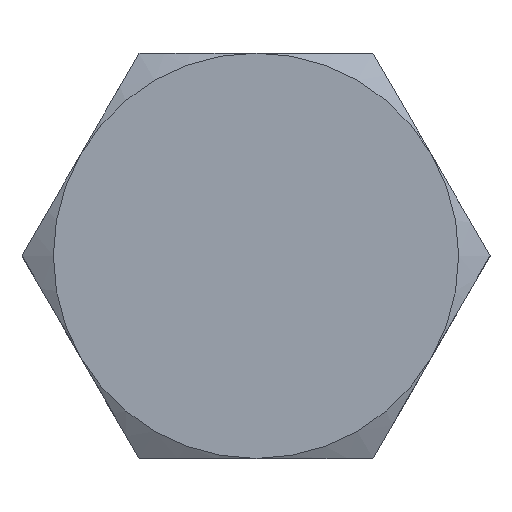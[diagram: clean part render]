
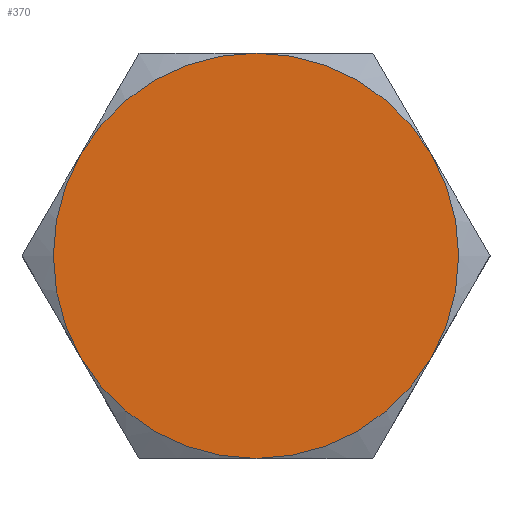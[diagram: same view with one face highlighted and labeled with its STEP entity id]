
A CAD part, top view. The second image highlights one B-rep face of the part: STEP entity #370.
In plain terms, the highlighted planar face has unit normal (0, 0, 1).
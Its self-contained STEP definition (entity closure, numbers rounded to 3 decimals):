
#3 = VERTEX_POINT ( 'NONE', #185 ) ;
#17 = VERTEX_POINT ( 'NONE', #288 ) ;
#28 = VERTEX_POINT ( 'NONE', #355 ) ;
#112 = VERTEX_POINT ( 'NONE', #390 ) ;
#150 = EDGE_CURVE ( 'NONE', #3, #17, #615, .T. ) ;
#155 = VERTEX_POINT ( 'NONE', #606 ) ;
#173 = VERTEX_POINT ( 'NONE', #580 ) ;
#182 = EDGE_CURVE ( 'NONE', #17, #28, #587, .T. ) ;
#184 = EDGE_CURVE ( 'NONE', #28, #155, #528, .T. ) ;
#185 = CARTESIAN_POINT ( 'NONE',  ( 0., 27.5, 15.5 ) ) ;
#187 = ORIENTED_EDGE ( 'NONE', *, *, #184, .T. ) ;
#288 = CARTESIAN_POINT ( 'NONE',  ( -23.816, 13.75, 15.5 ) ) ;
#336 = EDGE_LOOP ( 'NONE', ( #377, #362, #363, #337, #338, #187 ) ) ;
#337 = ORIENTED_EDGE ( 'NONE', *, *, #150, .T. ) ;
#338 = ORIENTED_EDGE ( 'NONE', *, *, #182, .T. ) ;
#355 = CARTESIAN_POINT ( 'NONE',  ( -23.816, -13.75, 15.5 ) ) ;
#362 = ORIENTED_EDGE ( 'NONE', *, *, #374, .T. ) ;
#363 = ORIENTED_EDGE ( 'NONE', *, *, #364, .T. ) ;
#364 = EDGE_CURVE ( 'NONE', #112, #3, #716, .T. ) ;
#370 = ADVANCED_FACE ( 'NONE', ( #694 ), #687, .F. ) ;
#374 = EDGE_CURVE ( 'NONE', #173, #112, #688, .T. ) ;
#376 = EDGE_CURVE ( 'NONE', #155, #173, #766, .T. ) ;
#377 = ORIENTED_EDGE ( 'NONE', *, *, #376, .T. ) ;
#390 = CARTESIAN_POINT ( 'NONE',  ( 23.816, 13.75, 15.5 ) ) ;
#524 = DIRECTION ( 'NONE',  ( 0., -1., 0. ) ) ;
#525 = DIRECTION ( 'NONE',  ( 0., 0., 1. ) ) ;
#526 = CARTESIAN_POINT ( 'NONE',  ( 0., 0., 15.5 ) ) ;
#527 = AXIS2_PLACEMENT_3D ( 'NONE', #526, #525, #524 ) ;
#528 = CIRCLE ( 'NONE', #527, 27.5 ) ;
#529 = DIRECTION ( 'NONE',  ( 0., -1., 0. ) ) ;
#580 = CARTESIAN_POINT ( 'NONE',  ( 23.816, -13.75, 15.5 ) ) ;
#584 = DIRECTION ( 'NONE',  ( 0., 0., 1. ) ) ;
#585 = CARTESIAN_POINT ( 'NONE',  ( 0., 0., 15.5 ) ) ;
#586 = AXIS2_PLACEMENT_3D ( 'NONE', #585, #584, #529 ) ;
#587 = CIRCLE ( 'NONE', #586, 27.5 ) ;
#606 = CARTESIAN_POINT ( 'NONE',  ( 0., -27.5, 15.5 ) ) ;
#611 = DIRECTION ( 'NONE',  ( 0., -1., 0. ) ) ;
#612 = DIRECTION ( 'NONE',  ( 0., 0., 1. ) ) ;
#613 = CARTESIAN_POINT ( 'NONE',  ( 0., 0., 15.5 ) ) ;
#614 = AXIS2_PLACEMENT_3D ( 'NONE', #613, #612, #611 ) ;
#615 = CIRCLE ( 'NONE', #614, 27.5 ) ;
#686 = CARTESIAN_POINT ( 'NONE',  ( 0., 27.5, 15.5 ) ) ;
#687 = PLANE ( 'NONE',  #689 ) ;
#688 = CIRCLE ( 'NONE', #770, 27.5 ) ;
#689 = AXIS2_PLACEMENT_3D ( 'NONE', #686, #772, #771 ) ;
#694 = FACE_OUTER_BOUND ( 'NONE', #336, .T. ) ;
#709 = DIRECTION ( 'NONE',  ( 0., -1., 0. ) ) ;
#710 = DIRECTION ( 'NONE',  ( 0., 0., 1. ) ) ;
#711 = CARTESIAN_POINT ( 'NONE',  ( 0., 0., 15.5 ) ) ;
#712 = AXIS2_PLACEMENT_3D ( 'NONE', #711, #710, #709 ) ;
#716 = CIRCLE ( 'NONE', #712, 27.5 ) ;
#762 = DIRECTION ( 'NONE',  ( 0., -1., 0. ) ) ;
#763 = DIRECTION ( 'NONE',  ( 0., 0., 1. ) ) ;
#764 = CARTESIAN_POINT ( 'NONE',  ( 0., 0., 15.5 ) ) ;
#765 = AXIS2_PLACEMENT_3D ( 'NONE', #764, #763, #762 ) ;
#766 = CIRCLE ( 'NONE', #765, 27.5 ) ;
#767 = DIRECTION ( 'NONE',  ( 0., -1., 0. ) ) ;
#768 = DIRECTION ( 'NONE',  ( 0., 0., 1. ) ) ;
#769 = CARTESIAN_POINT ( 'NONE',  ( 0., 0., 15.5 ) ) ;
#770 = AXIS2_PLACEMENT_3D ( 'NONE', #769, #768, #767 ) ;
#771 = DIRECTION ( 'NONE',  ( 0., 1., 0. ) ) ;
#772 = DIRECTION ( 'NONE',  ( 0., 0., -1. ) ) ;
